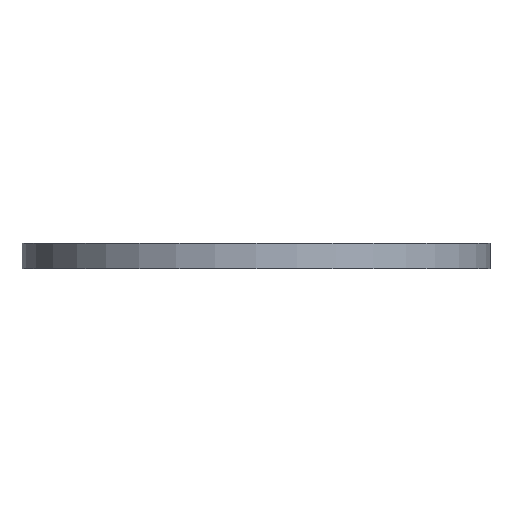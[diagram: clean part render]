
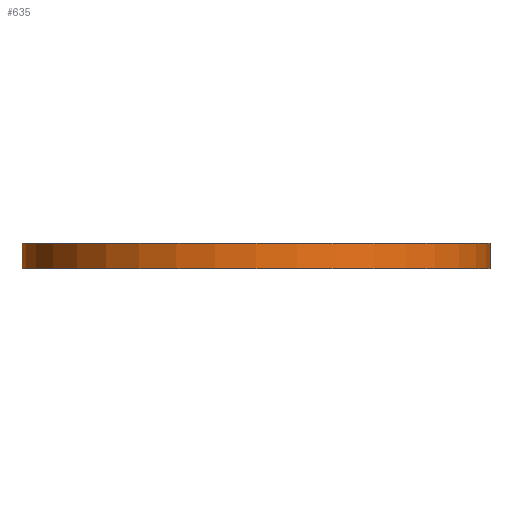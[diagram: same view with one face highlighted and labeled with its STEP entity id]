
A CAD part, front view. The second image highlights one B-rep face of the part: STEP entity #635.
In plain terms, the highlighted cylindrical face has radius 9.1 mm (diameter 18.2 mm), a partial arc.
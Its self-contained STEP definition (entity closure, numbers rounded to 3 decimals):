
#44 = CARTESIAN_POINT ( 'NONE',  ( -9.1, 0., 0. ) ) ;
#59 = EDGE_CURVE ( 'NONE', #255, #824, #298, .T. ) ;
#66 = CARTESIAN_POINT ( 'NONE',  ( 0., 0., 1. ) ) ;
#131 = VERTEX_POINT ( 'NONE', #44 ) ;
#151 = ORIENTED_EDGE ( 'NONE', *, *, #612, .T. ) ;
#168 = VERTEX_POINT ( 'NONE', #440 ) ;
#184 = DIRECTION ( 'NONE',  ( -1., 0., 0. ) ) ;
#234 = EDGE_CURVE ( 'NONE', #168, #255, #331, .T. ) ;
#255 = VERTEX_POINT ( 'NONE', #482 ) ;
#261 = ORIENTED_EDGE ( 'NONE', *, *, #59, .F. ) ;
#298 = LINE ( 'NONE', #443, #605 ) ;
#301 = CARTESIAN_POINT ( 'NONE',  ( 0., 0., 0. ) ) ;
#316 = DIRECTION ( 'NONE',  ( 0., 0., -1. ) ) ;
#331 = CIRCLE ( 'NONE', #360, 9.1 ) ;
#332 = CIRCLE ( 'NONE', #771, 9.1 ) ;
#337 = ORIENTED_EDGE ( 'NONE', *, *, #234, .F. ) ;
#360 = AXIS2_PLACEMENT_3D ( 'NONE', #66, #686, #746 ) ;
#364 = DIRECTION ( 'NONE',  ( 1., 0., 0. ) ) ;
#371 = CARTESIAN_POINT ( 'NONE',  ( 9.1, 0., 0. ) ) ;
#373 = CARTESIAN_POINT ( 'NONE',  ( -9.1, 0., 1. ) ) ;
#397 = DIRECTION ( 'NONE',  ( 0., 0., -1. ) ) ;
#428 = EDGE_LOOP ( 'NONE', ( #261, #337, #151, #816 ) ) ;
#440 = CARTESIAN_POINT ( 'NONE',  ( -9.1, 0., 1. ) ) ;
#443 = CARTESIAN_POINT ( 'NONE',  ( 9.1, 0., 1. ) ) ;
#482 = CARTESIAN_POINT ( 'NONE',  ( 9.1, 0., 1. ) ) ;
#509 = DIRECTION ( 'NONE',  ( 0., 0., -1. ) ) ;
#521 = CYLINDRICAL_SURFACE ( 'NONE', #553, 9.1 ) ;
#553 = AXIS2_PLACEMENT_3D ( 'NONE', #794, #397, #184 ) ;
#558 = DIRECTION ( 'NONE',  ( 0., 0., 1. ) ) ;
#584 = FACE_OUTER_BOUND ( 'NONE', #428, .T. ) ;
#605 = VECTOR ( 'NONE', #316, 1000. ) ;
#612 = EDGE_CURVE ( 'NONE', #168, #131, #774, .T. ) ;
#635 = ADVANCED_FACE ( 'NONE', ( #584 ), #521, .T. ) ;
#638 = VECTOR ( 'NONE', #509, 1000. ) ;
#686 = DIRECTION ( 'NONE',  ( 0., 0., 1. ) ) ;
#746 = DIRECTION ( 'NONE',  ( 1., 0., 0. ) ) ;
#771 = AXIS2_PLACEMENT_3D ( 'NONE', #301, #558, #364 ) ;
#774 = LINE ( 'NONE', #373, #638 ) ;
#792 = EDGE_CURVE ( 'NONE', #131, #824, #332, .T. ) ;
#794 = CARTESIAN_POINT ( 'NONE',  ( 0., 0., 1. ) ) ;
#816 = ORIENTED_EDGE ( 'NONE', *, *, #792, .T. ) ;
#824 = VERTEX_POINT ( 'NONE', #371 ) ;
